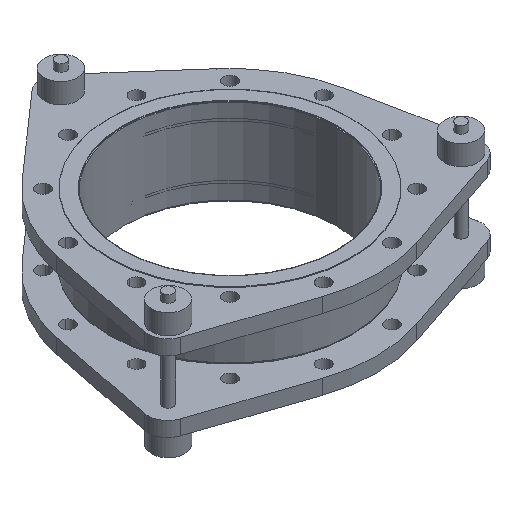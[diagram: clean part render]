
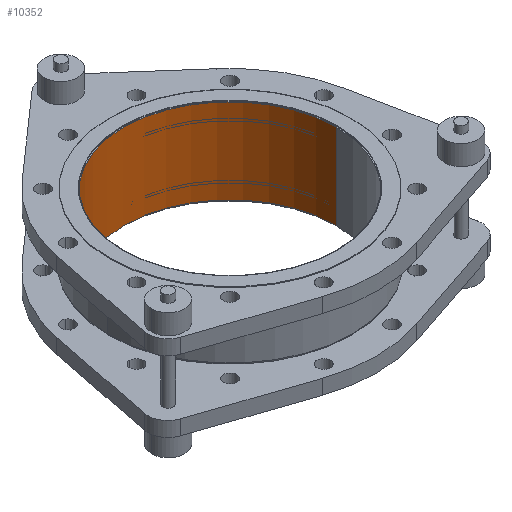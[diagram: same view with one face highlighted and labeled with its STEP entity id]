
A CAD part, isometric view. The second image highlights one B-rep face of the part: STEP entity #10352.
In plain terms, the highlighted cylindrical face has radius 159 mm (diameter 318 mm), a partial arc.
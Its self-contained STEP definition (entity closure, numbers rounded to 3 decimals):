
#411 = CARTESIAN_POINT ( 'NONE',  ( 0., 0., -127.5 ) ) ;
#3402 = VERTEX_POINT ( 'NONE', #31318 ) ;
#4088 = EDGE_CURVE ( 'NONE', #6238, #15340, #8039, .T. ) ;
#4249 = DIRECTION ( 'NONE',  ( 0., 0., 1. ) ) ;
#4472 = CYLINDRICAL_SURFACE ( 'NONE', #30993, 159. ) ;
#5464 = VECTOR ( 'NONE', #4249, 1000. ) ;
#5936 = ORIENTED_EDGE ( 'NONE', *, *, #8666, .F. ) ;
#6238 = VERTEX_POINT ( 'NONE', #11845 ) ;
#6529 = CIRCLE ( 'NONE', #17144, 159. ) ;
#8039 = CIRCLE ( 'NONE', #30916, 159. ) ;
#8666 = EDGE_CURVE ( 'NONE', #15340, #11027, #13909, .T. ) ;
#8740 = EDGE_CURVE ( 'NONE', #6238, #3402, #14403, .T. ) ;
#9043 = DIRECTION ( 'NONE',  ( 0., 0., 1. ) ) ;
#9404 = CARTESIAN_POINT ( 'NONE',  ( -159., 0., 0. ) ) ;
#10352 = ADVANCED_FACE ( 'NONE', ( #19623 ), #4472, .F. ) ;
#11027 = VERTEX_POINT ( 'NONE', #9404 ) ;
#11845 = CARTESIAN_POINT ( 'NONE',  ( 159., 0., -127.5 ) ) ;
#11871 = CARTESIAN_POINT ( 'NONE',  ( 0., 0., 0. ) ) ;
#13909 = LINE ( 'NONE', #26580, #5464 ) ;
#14019 = CARTESIAN_POINT ( 'NONE',  ( -159., 0., -127.5 ) ) ;
#14403 = LINE ( 'NONE', #24253, #31545 ) ;
#15340 = VERTEX_POINT ( 'NONE', #14019 ) ;
#15414 = ORIENTED_EDGE ( 'NONE', *, *, #18077, .T. ) ;
#16666 = ORIENTED_EDGE ( 'NONE', *, *, #8740, .T. ) ;
#17144 = AXIS2_PLACEMENT_3D ( 'NONE', #11871, #9043, #29359 ) ;
#17211 = ORIENTED_EDGE ( 'NONE', *, *, #4088, .F. ) ;
#17672 = DIRECTION ( 'NONE',  ( 1., 0., 0. ) ) ;
#18077 = EDGE_CURVE ( 'NONE', #3402, #11027, #6529, .T. ) ;
#19623 = FACE_OUTER_BOUND ( 'NONE', #21302, .T. ) ;
#21302 = EDGE_LOOP ( 'NONE', ( #5936, #17211, #16666, #15414 ) ) ;
#22838 = DIRECTION ( 'NONE',  ( 0., 0., 1. ) ) ;
#24253 = CARTESIAN_POINT ( 'NONE',  ( 159., 0., 10.973 ) ) ;
#24574 = DIRECTION ( 'NONE',  ( 0., 0., 1. ) ) ;
#26580 = CARTESIAN_POINT ( 'NONE',  ( -159., 0., 10.973 ) ) ;
#26974 = DIRECTION ( 'NONE',  ( 1., 0., 0. ) ) ;
#29359 = DIRECTION ( 'NONE',  ( 1., 0., 0. ) ) ;
#29789 = CARTESIAN_POINT ( 'NONE',  ( 0., 0., 10.973 ) ) ;
#30916 = AXIS2_PLACEMENT_3D ( 'NONE', #411, #22838, #17672 ) ;
#30993 = AXIS2_PLACEMENT_3D ( 'NONE', #29789, #32146, #26974 ) ;
#31318 = CARTESIAN_POINT ( 'NONE',  ( 159., 0., 0. ) ) ;
#31545 = VECTOR ( 'NONE', #24574, 1000. ) ;
#32146 = DIRECTION ( 'NONE',  ( 0., 0., 1. ) ) ;
